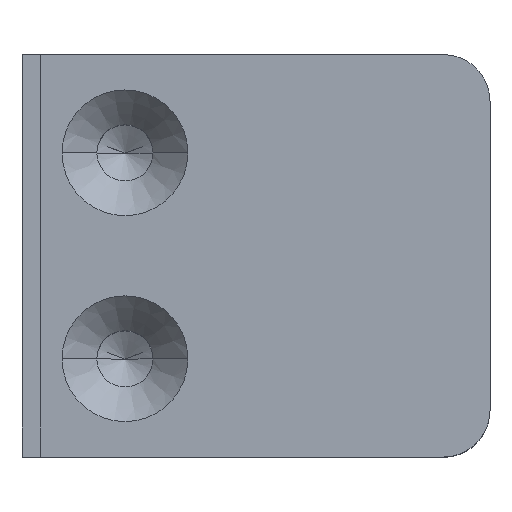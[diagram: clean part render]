
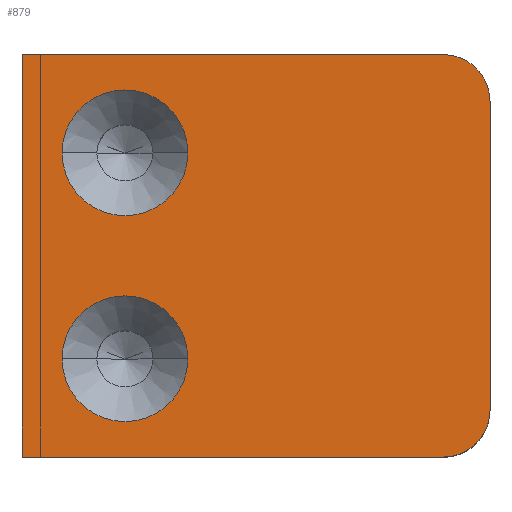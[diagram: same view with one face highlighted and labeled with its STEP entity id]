
A CAD part, top view. The second image highlights one B-rep face of the part: STEP entity #879.
In plain terms, the highlighted planar face has unit normal (0, 0, 1).
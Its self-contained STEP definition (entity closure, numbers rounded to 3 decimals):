
#46=CARTESIAN_POINT('',(-14.,11.,0.));
#47=DIRECTION('',(0.,0.,1.));
#48=DIRECTION('',(-1.,0.,0.));
#49=AXIS2_PLACEMENT_3D('',#46,#47,#48);
#51=CARTESIAN_POINT('',(-14.,11.,0.));
#52=DIRECTION('',(0.,0.,1.));
#53=DIRECTION('',(1.,0.,0.));
#54=AXIS2_PLACEMENT_3D('',#51,#52,#53);
#56=CARTESIAN_POINT('',(-14.,-11.,0.));
#57=DIRECTION('',(0.,0.,1.));
#58=DIRECTION('',(-1.,0.,0.));
#59=AXIS2_PLACEMENT_3D('',#56,#57,#58);
#61=CARTESIAN_POINT('',(-14.,-11.,0.));
#62=DIRECTION('',(0.,0.,1.));
#63=DIRECTION('',(1.,0.,0.));
#64=AXIS2_PLACEMENT_3D('',#61,#62,#63);
#66=CARTESIAN_POINT('',(20.,16.5,0.));
#67=DIRECTION('',(0.,0.,1.));
#68=DIRECTION('',(1.,0.,0.));
#69=AXIS2_PLACEMENT_3D('',#66,#67,#68);
#71=DIRECTION('',(0.,1.,0.));
#72=VECTOR('',#71,33.);
#73=CARTESIAN_POINT('',(25.,-16.5,0.));
#74=LINE('',#73,#72);
#75=CARTESIAN_POINT('',(20.,-16.5,0.));
#76=DIRECTION('',(0.,0.,1.));
#77=DIRECTION('',(0.,-1.,0.));
#78=AXIS2_PLACEMENT_3D('',#75,#76,#77);
#80=DIRECTION('',(1.,0.,0.));
#81=VECTOR('',#80,45.);
#82=CARTESIAN_POINT('',(-25.,-21.5,0.));
#83=LINE('',#82,#81);
#84=DIRECTION('',(0.,1.,0.));
#85=VECTOR('',#84,43.);
#86=CARTESIAN_POINT('',(-25.,-21.5,0.));
#87=LINE('',#86,#85);
#88=DIRECTION('',(-1.,0.,0.));
#89=VECTOR('',#88,45.);
#90=CARTESIAN_POINT('',(20.,21.5,0.));
#91=LINE('',#90,#89);
#694=CARTESIAN_POINT('',(-20.72,11.,0.));
#695=CARTESIAN_POINT('',(-7.28,11.,0.));
#696=VERTEX_POINT('',#694);
#697=VERTEX_POINT('',#695);
#708=CARTESIAN_POINT('',(-20.72,-11.,0.));
#709=CARTESIAN_POINT('',(-7.28,-11.,0.));
#710=VERTEX_POINT('',#708);
#711=VERTEX_POINT('',#709);
#712=CARTESIAN_POINT('',(25.,16.5,0.));
#714=VERTEX_POINT('',#712);
#716=CARTESIAN_POINT('',(20.,21.5,0.));
#717=VERTEX_POINT('',#716);
#736=CARTESIAN_POINT('',(20.,-21.5,0.));
#738=VERTEX_POINT('',#736);
#740=CARTESIAN_POINT('',(25.,-16.5,0.));
#741=VERTEX_POINT('',#740);
#744=CARTESIAN_POINT('',(-25.,-21.5,0.));
#745=CARTESIAN_POINT('',(-25.,21.5,0.));
#746=VERTEX_POINT('',#744);
#747=VERTEX_POINT('',#745);
#848=CARTESIAN_POINT('',(0.,0.,0.));
#849=DIRECTION('',(0.,0.,1.));
#850=DIRECTION('',(1.,0.,0.));
#851=AXIS2_PLACEMENT_3D('',#848,#849,#850);
#852=PLANE('',#851);
#854=ORIENTED_EDGE('',*,*,#853,.F.);
#856=ORIENTED_EDGE('',*,*,#855,.F.);
#858=ORIENTED_EDGE('',*,*,#857,.F.);
#860=ORIENTED_EDGE('',*,*,#859,.F.);
#862=ORIENTED_EDGE('',*,*,#861,.T.);
#864=ORIENTED_EDGE('',*,*,#863,.F.);
#865=EDGE_LOOP('',(#854,#856,#858,#860,#862,#864));
#866=FACE_OUTER_BOUND('',#865,.F.);
#868=ORIENTED_EDGE('',*,*,#867,.T.);
#870=ORIENTED_EDGE('',*,*,#869,.T.);
#871=EDGE_LOOP('',(#868,#870));
#872=FACE_BOUND('',#871,.F.);
#874=ORIENTED_EDGE('',*,*,#873,.T.);
#876=ORIENTED_EDGE('',*,*,#875,.T.);
#877=EDGE_LOOP('',(#874,#876));
#878=FACE_BOUND('',#877,.F.);
#879=ADVANCED_FACE('',(#866,#872,#878),#852,.T.);
#50=CIRCLE('',#49,6.72);
#55=CIRCLE('',#54,6.72);
#60=CIRCLE('',#59,6.72);
#65=CIRCLE('',#64,6.72);
#70=CIRCLE('',#69,5.);
#79=CIRCLE('',#78,5.);
#853=EDGE_CURVE('',#714,#717,#70,.T.);
#855=EDGE_CURVE('',#741,#714,#74,.T.);
#857=EDGE_CURVE('',#738,#741,#79,.T.);
#859=EDGE_CURVE('',#746,#738,#83,.T.);
#861=EDGE_CURVE('',#746,#747,#87,.T.);
#863=EDGE_CURVE('',#717,#747,#91,.T.);
#867=EDGE_CURVE('',#710,#711,#60,.T.);
#869=EDGE_CURVE('',#711,#710,#65,.T.);
#873=EDGE_CURVE('',#696,#697,#50,.T.);
#875=EDGE_CURVE('',#697,#696,#55,.T.);
